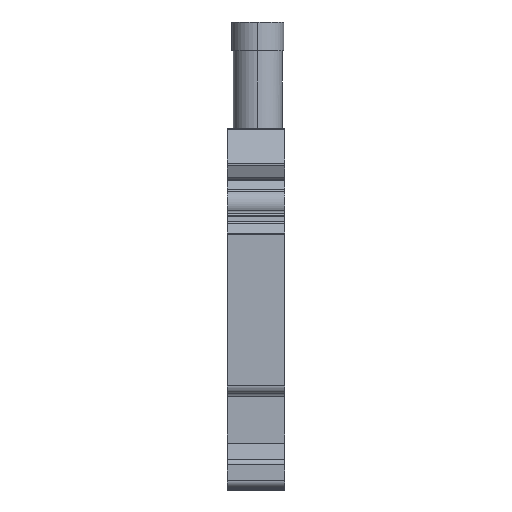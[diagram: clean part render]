
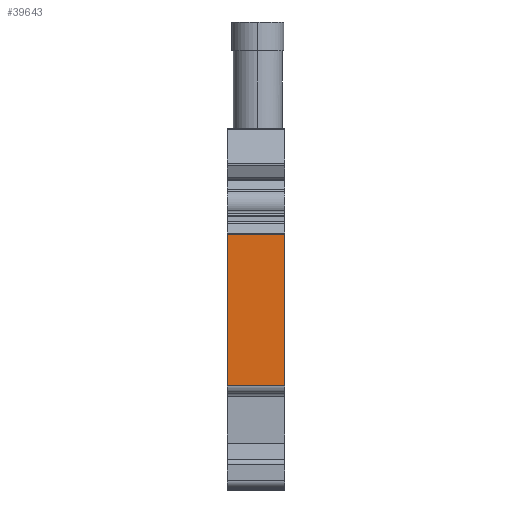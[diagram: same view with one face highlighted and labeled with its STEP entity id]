
A CAD part, left-side view. The second image highlights one B-rep face of the part: STEP entity #39643.
In plain terms, the highlighted planar face has unit normal (-1, 0, 0).
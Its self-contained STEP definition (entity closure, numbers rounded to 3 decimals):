
#75 = LINE ( 'NONE', #3848, #42234 ) ;
#1530 = EDGE_CURVE ( 'NONE', #38954, #36082, #20428, .T. ) ;
#3848 = CARTESIAN_POINT ( 'NONE',  ( -58.35, 0., 7.807 ) ) ;
#3934 = EDGE_CURVE ( 'NONE', #36082, #14216, #21009, .T. ) ;
#5531 = VECTOR ( 'NONE', #9720, 1000. ) ;
#6621 = EDGE_CURVE ( 'NONE', #38954, #6827, #16176, .T. ) ;
#6827 = VERTEX_POINT ( 'NONE', #13213 ) ;
#7379 = DIRECTION ( 'NONE',  ( 0., 0., 1. ) ) ;
#8617 = CARTESIAN_POINT ( 'NONE',  ( -58.35, 0., 7.807 ) ) ;
#8621 = CARTESIAN_POINT ( 'NONE',  ( -58.35, 8., 28.807 ) ) ;
#9720 = DIRECTION ( 'NONE',  ( 0., 0., -1. ) ) ;
#9750 = ORIENTED_EDGE ( 'NONE', *, *, #33649, .T. ) ;
#11312 = PLANE ( 'NONE',  #25094 ) ;
#13213 = CARTESIAN_POINT ( 'NONE',  ( -58.35, 0., 28.807 ) ) ;
#14216 = VERTEX_POINT ( 'NONE', #8617 ) ;
#14492 = ORIENTED_EDGE ( 'NONE', *, *, #1530, .T. ) ;
#16176 = LINE ( 'NONE', #16831, #39051 ) ;
#16831 = CARTESIAN_POINT ( 'NONE',  ( -58.35, 10., 28.807 ) ) ;
#17189 = CARTESIAN_POINT ( 'NONE',  ( -58.35, 10., 7.807 ) ) ;
#17911 = CARTESIAN_POINT ( 'NONE',  ( -58.35, 8., 7.807 ) ) ;
#20428 = LINE ( 'NONE', #37199, #5531 ) ;
#21009 = LINE ( 'NONE', #17189, #41178 ) ;
#24961 = DIRECTION ( 'NONE',  ( 1., 0., 0. ) ) ;
#25094 = AXIS2_PLACEMENT_3D ( 'NONE', #41952, #24961, #28079 ) ;
#28079 = DIRECTION ( 'NONE',  ( 0., -1., 0. ) ) ;
#30494 = DIRECTION ( 'NONE',  ( 0., -1., 0. ) ) ;
#31526 = ORIENTED_EDGE ( 'NONE', *, *, #3934, .T. ) ;
#31658 = FACE_OUTER_BOUND ( 'NONE', #40602, .T. ) ;
#32157 = ORIENTED_EDGE ( 'NONE', *, *, #6621, .F. ) ;
#33649 = EDGE_CURVE ( 'NONE', #14216, #6827, #75, .T. ) ;
#34634 = DIRECTION ( 'NONE',  ( 0., -1., 0. ) ) ;
#36082 = VERTEX_POINT ( 'NONE', #17911 ) ;
#37199 = CARTESIAN_POINT ( 'NONE',  ( -58.35, 8., 7.807 ) ) ;
#38954 = VERTEX_POINT ( 'NONE', #8621 ) ;
#39051 = VECTOR ( 'NONE', #30494, 1000. ) ;
#39643 = ADVANCED_FACE ( 'NONE', ( #31658 ), #11312, .F. ) ;
#40602 = EDGE_LOOP ( 'NONE', ( #32157, #14492, #31526, #9750 ) ) ;
#41178 = VECTOR ( 'NONE', #34634, 1000. ) ;
#41952 = CARTESIAN_POINT ( 'NONE',  ( -58.35, 10., 7.807 ) ) ;
#42234 = VECTOR ( 'NONE', #7379, 1000. ) ;
